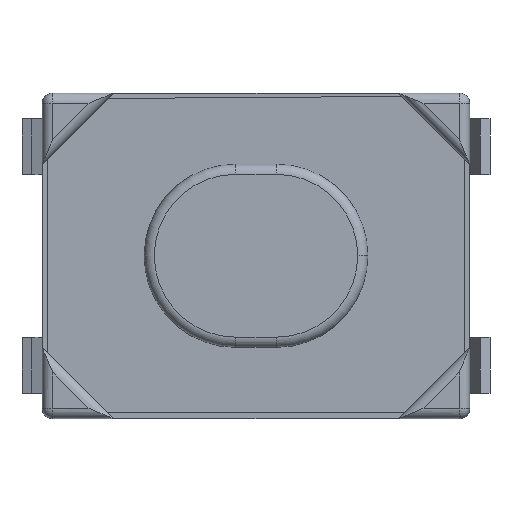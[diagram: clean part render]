
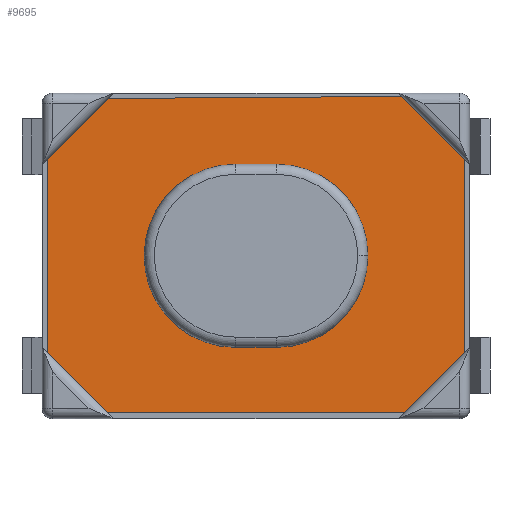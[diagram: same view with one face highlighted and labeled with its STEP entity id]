
A CAD part, top view. The second image highlights one B-rep face of the part: STEP entity #9695.
In plain terms, the highlighted planar face has unit normal (0, 0, 1).
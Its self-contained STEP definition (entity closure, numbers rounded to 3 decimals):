
#79 = VECTOR ( 'NONE', #12672, 1000. ) ;
#99 = ORIENTED_EDGE ( 'NONE', *, *, #15106, .T. ) ;
#140 = VERTEX_POINT ( 'NONE', #13218 ) ;
#794 = ORIENTED_EDGE ( 'NONE', *, *, #7325, .F. ) ;
#846 = CARTESIAN_POINT ( 'NONE',  ( -0.2, 0., 1.72 ) ) ;
#931 = DIRECTION ( 'NONE',  ( -1., -0.007, 0. ) ) ;
#1031 = DIRECTION ( 'NONE',  ( 1., 0., 0. ) ) ;
#1281 = ORIENTED_EDGE ( 'NONE', *, *, #14828, .F. ) ;
#1737 = CARTESIAN_POINT ( 'NONE',  ( -0.2, -0.9, 1.72 ) ) ;
#1865 = VERTEX_POINT ( 'NONE', #9277 ) ;
#2391 = DIRECTION ( 'NONE',  ( 1., 0., 0. ) ) ;
#2402 = CARTESIAN_POINT ( 'NONE',  ( 1.433, 1.567, 1.72 ) ) ;
#2416 = EDGE_CURVE ( 'NONE', #13698, #6690, #16525, .T. ) ;
#2682 = VERTEX_POINT ( 'NONE', #17952 ) ;
#3132 = ORIENTED_EDGE ( 'NONE', *, *, #15804, .F. ) ;
#3213 = EDGE_CURVE ( 'NONE', #16963, #7831, #10491, .T. ) ;
#3493 = CIRCLE ( 'NONE', #12535, 0.9 ) ;
#3665 = CARTESIAN_POINT ( 'NONE',  ( -0.2, 0.9, 1.72 ) ) ;
#3670 = DIRECTION ( 'NONE',  ( 0., 0., 1. ) ) ;
#3709 = CARTESIAN_POINT ( 'NONE',  ( -1.453, 1.547, 1.72 ) ) ;
#4392 = LINE ( 'NONE', #10198, #8570 ) ;
#4462 = ORIENTED_EDGE ( 'NONE', *, *, #5902, .T. ) ;
#4499 = ORIENTED_EDGE ( 'NONE', *, *, #2416, .T. ) ;
#4526 = EDGE_CURVE ( 'NONE', #11155, #8345, #4392, .T. ) ;
#4681 = VECTOR ( 'NONE', #13566, 1000. ) ;
#4753 = EDGE_LOOP ( 'NONE', ( #17551, #16914, #5374, #10578, #4499, #99, #4462, #7595 ) ) ;
#4904 = FACE_OUTER_BOUND ( 'NONE', #4753, .T. ) ;
#5011 = DIRECTION ( 'NONE',  ( -1., 0., 0. ) ) ;
#5145 = CARTESIAN_POINT ( 'NONE',  ( -2.049, 0.951, 1.72 ) ) ;
#5253 = CARTESIAN_POINT ( 'NONE',  ( -1.462, -1.538, 1.72 ) ) ;
#5317 = DIRECTION ( 'NONE',  ( -0.707, -0.707, 0. ) ) ;
#5374 = ORIENTED_EDGE ( 'NONE', *, *, #9190, .T. ) ;
#5561 = EDGE_CURVE ( 'NONE', #140, #16963, #14816, .T. ) ;
#5570 = CARTESIAN_POINT ( 'NONE',  ( 2.049, 0.951, 1.72 ) ) ;
#5579 = DIRECTION ( 'NONE',  ( 1., 0., 0. ) ) ;
#5902 = EDGE_CURVE ( 'NONE', #1865, #11703, #9816, .T. ) ;
#6050 = ORIENTED_EDGE ( 'NONE', *, *, #5561, .F. ) ;
#6138 = CARTESIAN_POINT ( 'NONE',  ( -2.049, -0.951, 1.72 ) ) ;
#6443 = AXIS2_PLACEMENT_3D ( 'NONE', #18450, #3670, #8126 ) ;
#6690 = VERTEX_POINT ( 'NONE', #10860 ) ;
#6712 = AXIS2_PLACEMENT_3D ( 'NONE', #18883, #14271, #5579 ) ;
#6893 = VECTOR ( 'NONE', #10235, 1000. ) ;
#6958 = LINE ( 'NONE', #8307, #14309 ) ;
#7325 = EDGE_CURVE ( 'NONE', #2682, #9265, #16780, .T. ) ;
#7569 = DIRECTION ( 'NONE',  ( 0.707, -0.707, 0. ) ) ;
#7595 = ORIENTED_EDGE ( 'NONE', *, *, #10645, .T. ) ;
#7831 = VERTEX_POINT ( 'NONE', #16533 ) ;
#7928 = CARTESIAN_POINT ( 'NONE',  ( -2.049, 0.951, 1.72 ) ) ;
#8126 = DIRECTION ( 'NONE',  ( 1., 0., 0. ) ) ;
#8307 = CARTESIAN_POINT ( 'NONE',  ( -1.453, 1.547, 1.72 ) ) ;
#8345 = VERTEX_POINT ( 'NONE', #7928 ) ;
#8570 = VECTOR ( 'NONE', #5317, 1000. ) ;
#9190 = EDGE_CURVE ( 'NONE', #16577, #11188, #12277, .T. ) ;
#9265 = VERTEX_POINT ( 'NONE', #15068 ) ;
#9277 = CARTESIAN_POINT ( 'NONE',  ( 2.049, 0.951, 1.72 ) ) ;
#9432 = PLANE ( 'NONE',  #6712 ) ;
#9695 = ADVANCED_FACE ( 'NONE', ( #4904, #10894 ), #9432, .T. ) ;
#9816 = LINE ( 'NONE', #5570, #11452 ) ;
#10148 = VECTOR ( 'NONE', #7569, 1000. ) ;
#10198 = CARTESIAN_POINT ( 'NONE',  ( -1.453, 1.547, 1.72 ) ) ;
#10235 = DIRECTION ( 'NONE',  ( 0., 1., 0. ) ) ;
#10313 = DIRECTION ( 'NONE',  ( 1., 0., 0. ) ) ;
#10385 = EDGE_CURVE ( 'NONE', #11188, #13698, #16385, .T. ) ;
#10491 = LINE ( 'NONE', #1737, #14672 ) ;
#10578 = ORIENTED_EDGE ( 'NONE', *, *, #10385, .T. ) ;
#10645 = EDGE_CURVE ( 'NONE', #11703, #11155, #6958, .T. ) ;
#10860 = CARTESIAN_POINT ( 'NONE',  ( 2.049, -0.951, 1.72 ) ) ;
#10894 = FACE_BOUND ( 'NONE', #12044, .T. ) ;
#11155 = VERTEX_POINT ( 'NONE', #3709 ) ;
#11188 = VERTEX_POINT ( 'NONE', #5253 ) ;
#11452 = VECTOR ( 'NONE', #15972, 1000. ) ;
#11703 = VERTEX_POINT ( 'NONE', #2402 ) ;
#11839 = DIRECTION ( 'NONE',  ( 1., 0., 0. ) ) ;
#11851 = CIRCLE ( 'NONE', #16467, 0.9 ) ;
#12044 = EDGE_LOOP ( 'NONE', ( #3132, #794, #1281, #17345, #6050 ) ) ;
#12206 = CARTESIAN_POINT ( 'NONE',  ( 1.462, -1.538, 1.72 ) ) ;
#12277 = LINE ( 'NONE', #16591, #10148 ) ;
#12309 = LINE ( 'NONE', #18177, #6893 ) ;
#12314 = EDGE_CURVE ( 'NONE', #8345, #16577, #18476, .T. ) ;
#12353 = CARTESIAN_POINT ( 'NONE',  ( 1.462, -1.538, 1.72 ) ) ;
#12535 = AXIS2_PLACEMENT_3D ( 'NONE', #15673, #12975, #2391 ) ;
#12672 = DIRECTION ( 'NONE',  ( 0., -1., 0. ) ) ;
#12975 = DIRECTION ( 'NONE',  ( 0., 0., 1. ) ) ;
#13218 = CARTESIAN_POINT ( 'NONE',  ( -1.1, 0., 1.72 ) ) ;
#13566 = DIRECTION ( 'NONE',  ( 0.707, 0.707, 0. ) ) ;
#13698 = VERTEX_POINT ( 'NONE', #12353 ) ;
#14088 = DIRECTION ( 'NONE',  ( 0., 0., 1. ) ) ;
#14197 = CARTESIAN_POINT ( 'NONE',  ( -0.2, -0.9, 1.72 ) ) ;
#14271 = DIRECTION ( 'NONE',  ( 0., 0., 1. ) ) ;
#14309 = VECTOR ( 'NONE', #931, 1000. ) ;
#14672 = VECTOR ( 'NONE', #11839, 1000. ) ;
#14816 = CIRCLE ( 'NONE', #6443, 0.9 ) ;
#14828 = EDGE_CURVE ( 'NONE', #7831, #2682, #3493, .T. ) ;
#15068 = CARTESIAN_POINT ( 'NONE',  ( -0.2, 0.9, 1.72 ) ) ;
#15106 = EDGE_CURVE ( 'NONE', #6690, #1865, #12309, .T. ) ;
#15522 = VECTOR ( 'NONE', #5011, 1000. ) ;
#15673 = CARTESIAN_POINT ( 'NONE',  ( 0.2, 0., 1.72 ) ) ;
#15804 = EDGE_CURVE ( 'NONE', #9265, #140, #11851, .T. ) ;
#15972 = DIRECTION ( 'NONE',  ( -0.707, 0.707, 0. ) ) ;
#16385 = LINE ( 'NONE', #19099, #18313 ) ;
#16467 = AXIS2_PLACEMENT_3D ( 'NONE', #846, #14088, #1031 ) ;
#16525 = LINE ( 'NONE', #12206, #4681 ) ;
#16533 = CARTESIAN_POINT ( 'NONE',  ( 0.2, -0.9, 1.72 ) ) ;
#16577 = VERTEX_POINT ( 'NONE', #6138 ) ;
#16591 = CARTESIAN_POINT ( 'NONE',  ( -2.049, -0.951, 1.72 ) ) ;
#16780 = LINE ( 'NONE', #3665, #15522 ) ;
#16914 = ORIENTED_EDGE ( 'NONE', *, *, #12314, .T. ) ;
#16963 = VERTEX_POINT ( 'NONE', #14197 ) ;
#17345 = ORIENTED_EDGE ( 'NONE', *, *, #3213, .F. ) ;
#17551 = ORIENTED_EDGE ( 'NONE', *, *, #4526, .T. ) ;
#17952 = CARTESIAN_POINT ( 'NONE',  ( 0.2, 0.9, 1.72 ) ) ;
#18177 = CARTESIAN_POINT ( 'NONE',  ( 2.049, 0.951, 1.72 ) ) ;
#18313 = VECTOR ( 'NONE', #10313, 1000. ) ;
#18450 = CARTESIAN_POINT ( 'NONE',  ( -0.2, 0., 1.72 ) ) ;
#18476 = LINE ( 'NONE', #5145, #79 ) ;
#18883 = CARTESIAN_POINT ( 'NONE',  ( 0., 0., 1.72 ) ) ;
#19099 = CARTESIAN_POINT ( 'NONE',  ( 1.462, -1.538, 1.72 ) ) ;
